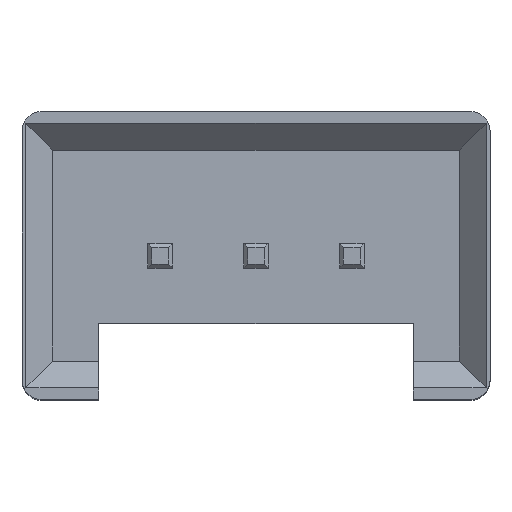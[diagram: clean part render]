
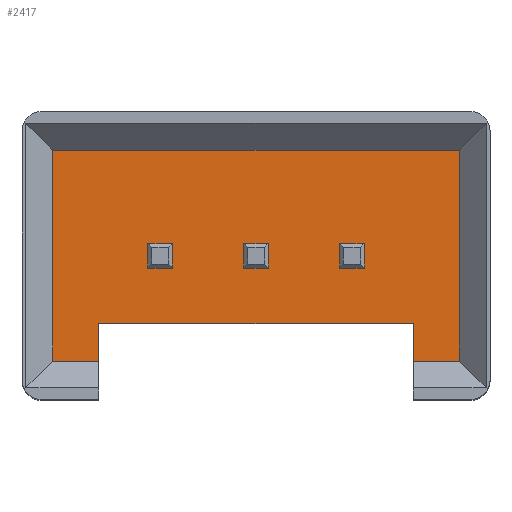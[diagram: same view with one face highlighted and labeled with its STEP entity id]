
A CAD part, top view. The second image highlights one B-rep face of the part: STEP entity #2417.
In plain terms, the highlighted planar face has unit normal (0, 0, 1).
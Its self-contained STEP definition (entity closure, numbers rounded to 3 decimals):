
#186 = PLANE('',#187);
#187 = AXIS2_PLACEMENT_3D('',#188,#189,#190);
#188 = CARTESIAN_POINT('',(-1.6,-1.75,14.));
#189 = DIRECTION('',(-1.,0.,0.));
#190 = DIRECTION('',(0.,-1.,0.));
#354 = PLANE('',#355);
#355 = AXIS2_PLACEMENT_3D('',#356,#357,#358);
#356 = CARTESIAN_POINT('',(6.6,-3.75,14.));
#357 = DIRECTION('',(1.,0.,0.));
#358 = DIRECTION('',(0.,1.,0.));
#1123 = VERTEX_POINT('',#1124);
#1124 = CARTESIAN_POINT('',(6.6,-1.75,3.));
#1138 = PLANE('',#1139);
#1139 = AXIS2_PLACEMENT_3D('',#1140,#1141,#1142);
#1140 = CARTESIAN_POINT('',(6.6,-1.75,14.));
#1141 = DIRECTION('',(0.,1.,0.));
#1142 = DIRECTION('',(-1.,0.,0.));
#1150 = EDGE_CURVE('',#1151,#1123,#1153,.T.);
#1151 = VERTEX_POINT('',#1152);
#1152 = CARTESIAN_POINT('',(6.6,-2.75,3.));
#1153 = SURFACE_CURVE('',#1154,(#1158,#1164),.PCURVE_S1.);
#1154 = LINE('',#1155,#1156);
#1155 = CARTESIAN_POINT('',(6.6,-1.875,3.));
#1156 = VECTOR('',#1157,1.);
#1157 = DIRECTION('',(0.,1.,0.));
#1158 = PCURVE('',#354,#1159);
#1159 = DEFINITIONAL_REPRESENTATION('',(#1160),#1163);
#1160 = B_SPLINE_CURVE_WITH_KNOTS('',1,(#1161,#1162),.UNSPECIFIED.,.F.,
.F.,(2,2),(-1.425,0.325),.PIECEWISE_BEZIER_KNOTS.);
#1161 = CARTESIAN_POINT('',(0.45,-11.));
#1162 = CARTESIAN_POINT('',(2.2,-11.));
#1163 = ( GEOMETRIC_REPRESENTATION_CONTEXT(2)
PARAMETRIC_REPRESENTATION_CONTEXT() REPRESENTATION_CONTEXT('2D SPACE',''
) );
#1164 = PCURVE('',#1165,#1170);
#1165 = PLANE('',#1166);
#1166 = AXIS2_PLACEMENT_3D('',#1167,#1168,#1169);
#1167 = CARTESIAN_POINT('',(2.5,0.,3.));
#1168 = DIRECTION('',(0.,0.,1.));
#1169 = DIRECTION('',(1.,0.,0.));
#1170 = DEFINITIONAL_REPRESENTATION('',(#1171),#1174);
#1171 = B_SPLINE_CURVE_WITH_KNOTS('',1,(#1172,#1173),.UNSPECIFIED.,.F.,
.F.,(2,2),(-1.425,0.325),.PIECEWISE_BEZIER_KNOTS.);
#1172 = CARTESIAN_POINT('',(4.1,-3.3));
#1173 = CARTESIAN_POINT('',(4.1,-1.55));
#1174 = ( GEOMETRIC_REPRESENTATION_CONTEXT(2)
PARAMETRIC_REPRESENTATION_CONTEXT() REPRESENTATION_CONTEXT('2D SPACE',''
) );
#1191 = PLANE('',#1192);
#1192 = AXIS2_PLACEMENT_3D('',#1193,#1194,#1195);
#1193 = CARTESIAN_POINT('',(-2.8,-2.75,14.));
#1194 = DIRECTION('',(0.,-1.,0.));
#1195 = DIRECTION('',(1.,0.,0.));
#1312 = PLANE('',#1313);
#1313 = AXIS2_PLACEMENT_3D('',#1314,#1315,#1316);
#1314 = CARTESIAN_POINT('',(7.8,-2.75,14.));
#1315 = DIRECTION('',(1.,0.,0.));
#1316 = DIRECTION('',(0.,1.,0.));
#1366 = PLANE('',#1367);
#1367 = AXIS2_PLACEMENT_3D('',#1368,#1369,#1370);
#1368 = CARTESIAN_POINT('',(7.8,2.75,14.));
#1369 = DIRECTION('',(0.,1.,0.));
#1370 = DIRECTION('',(-1.,0.,0.));
#1420 = PLANE('',#1421);
#1421 = AXIS2_PLACEMENT_3D('',#1422,#1423,#1424);
#1422 = CARTESIAN_POINT('',(-2.8,2.75,14.));
#1423 = DIRECTION('',(-1.,0.,0.));
#1424 = DIRECTION('',(0.,-1.,0.));
#1472 = PLANE('',#1473);
#1473 = AXIS2_PLACEMENT_3D('',#1474,#1475,#1476);
#1474 = CARTESIAN_POINT('',(-2.8,-2.75,14.));
#1475 = DIRECTION('',(0.,-1.,0.));
#1476 = DIRECTION('',(1.,0.,0.));
#1487 = EDGE_CURVE('',#1488,#1490,#1492,.T.);
#1488 = VERTEX_POINT('',#1489);
#1489 = CARTESIAN_POINT('',(-1.6,-1.75,3.));
#1490 = VERTEX_POINT('',#1491);
#1491 = CARTESIAN_POINT('',(-1.6,-2.75,3.));
#1492 = SURFACE_CURVE('',#1493,(#1497,#1503),.PCURVE_S1.);
#1493 = LINE('',#1494,#1495);
#1494 = CARTESIAN_POINT('',(-1.6,-0.875,3.));
#1495 = VECTOR('',#1496,1.);
#1496 = DIRECTION('',(0.,-1.,0.));
#1497 = PCURVE('',#186,#1498);
#1498 = DEFINITIONAL_REPRESENTATION('',(#1499),#1502);
#1499 = B_SPLINE_CURVE_WITH_KNOTS('',1,(#1500,#1501),.UNSPECIFIED.,.F.,
.F.,(2,2),(0.675,2.425),.PIECEWISE_BEZIER_KNOTS.);
#1500 = CARTESIAN_POINT('',(-0.2,-11.));
#1501 = CARTESIAN_POINT('',(1.55,-11.));
#1502 = ( GEOMETRIC_REPRESENTATION_CONTEXT(2)
PARAMETRIC_REPRESENTATION_CONTEXT() REPRESENTATION_CONTEXT('2D SPACE',''
) );
#1503 = PCURVE('',#1165,#1504);
#1504 = DEFINITIONAL_REPRESENTATION('',(#1505),#1508);
#1505 = B_SPLINE_CURVE_WITH_KNOTS('',1,(#1506,#1507),.UNSPECIFIED.,.F.,
.F.,(2,2),(0.675,2.425),.PIECEWISE_BEZIER_KNOTS.);
#1506 = CARTESIAN_POINT('',(-4.1,-1.55));
#1507 = CARTESIAN_POINT('',(-4.1,-3.3));
#1508 = ( GEOMETRIC_REPRESENTATION_CONTEXT(2)
PARAMETRIC_REPRESENTATION_CONTEXT() REPRESENTATION_CONTEXT('2D SPACE',''
) );
#2374 = EDGE_CURVE('',#1151,#2375,#2377,.T.);
#2375 = VERTEX_POINT('',#2376);
#2376 = CARTESIAN_POINT('',(7.8,-2.75,3.));
#2377 = SURFACE_CURVE('',#2378,(#2382,#2389),.PCURVE_S1.);
#2378 = LINE('',#2379,#2380);
#2379 = CARTESIAN_POINT('',(-2.8,-2.75,3.));
#2380 = VECTOR('',#2381,1.);
#2381 = DIRECTION('',(1.,0.,0.));
#2382 = PCURVE('',#1191,#2383);
#2383 = DEFINITIONAL_REPRESENTATION('',(#2384),#2388);
#2384 = LINE('',#2385,#2386);
#2385 = CARTESIAN_POINT('',(0.,-11.));
#2386 = VECTOR('',#2387,1.);
#2387 = DIRECTION('',(1.,0.));
#2388 = ( GEOMETRIC_REPRESENTATION_CONTEXT(2)
PARAMETRIC_REPRESENTATION_CONTEXT() REPRESENTATION_CONTEXT('2D SPACE',''
) );
#2389 = PCURVE('',#1165,#2390);
#2390 = DEFINITIONAL_REPRESENTATION('',(#2391),#2395);
#2391 = LINE('',#2392,#2393);
#2392 = CARTESIAN_POINT('',(-5.3,-2.75));
#2393 = VECTOR('',#2394,1.);
#2394 = DIRECTION('',(1.,0.));
#2395 = ( GEOMETRIC_REPRESENTATION_CONTEXT(2)
PARAMETRIC_REPRESENTATION_CONTEXT() REPRESENTATION_CONTEXT('2D SPACE',''
) );
#2417 = ADVANCED_FACE('',(#2418),#1165,.T.);
#2418 = FACE_BOUND('',#2419,.T.);
#2419 = EDGE_LOOP('',(#2420,#2445,#2466,#2467,#2486,#2487,#2488,#2511));
#2420 = ORIENTED_EDGE('',*,*,#2421,.T.);
#2421 = EDGE_CURVE('',#2422,#2424,#2426,.T.);
#2422 = VERTEX_POINT('',#2423);
#2423 = CARTESIAN_POINT('',(-2.8,2.75,3.));
#2424 = VERTEX_POINT('',#2425);
#2425 = CARTESIAN_POINT('',(-2.8,-2.75,3.));
#2426 = SURFACE_CURVE('',#2427,(#2431,#2438),.PCURVE_S1.);
#2427 = LINE('',#2428,#2429);
#2428 = CARTESIAN_POINT('',(-2.8,2.75,3.));
#2429 = VECTOR('',#2430,1.);
#2430 = DIRECTION('',(0.,-1.,0.));
#2431 = PCURVE('',#1165,#2432);
#2432 = DEFINITIONAL_REPRESENTATION('',(#2433),#2437);
#2433 = LINE('',#2434,#2435);
#2434 = CARTESIAN_POINT('',(-5.3,2.75));
#2435 = VECTOR('',#2436,1.);
#2436 = DIRECTION('',(0.,-1.));
#2437 = ( GEOMETRIC_REPRESENTATION_CONTEXT(2)
PARAMETRIC_REPRESENTATION_CONTEXT() REPRESENTATION_CONTEXT('2D SPACE',''
) );
#2438 = PCURVE('',#1420,#2439);
#2439 = DEFINITIONAL_REPRESENTATION('',(#2440),#2444);
#2440 = LINE('',#2441,#2442);
#2441 = CARTESIAN_POINT('',(0.,-11.));
#2442 = VECTOR('',#2443,1.);
#2443 = DIRECTION('',(1.,0.));
#2444 = ( GEOMETRIC_REPRESENTATION_CONTEXT(2)
PARAMETRIC_REPRESENTATION_CONTEXT() REPRESENTATION_CONTEXT('2D SPACE',''
) );
#2445 = ORIENTED_EDGE('',*,*,#2446,.T.);
#2446 = EDGE_CURVE('',#2424,#1490,#2447,.T.);
#2447 = SURFACE_CURVE('',#2448,(#2452,#2459),.PCURVE_S1.);
#2448 = LINE('',#2449,#2450);
#2449 = CARTESIAN_POINT('',(-2.8,-2.75,3.));
#2450 = VECTOR('',#2451,1.);
#2451 = DIRECTION('',(1.,0.,0.));
#2452 = PCURVE('',#1165,#2453);
#2453 = DEFINITIONAL_REPRESENTATION('',(#2454),#2458);
#2454 = LINE('',#2455,#2456);
#2455 = CARTESIAN_POINT('',(-5.3,-2.75));
#2456 = VECTOR('',#2457,1.);
#2457 = DIRECTION('',(1.,0.));
#2458 = ( GEOMETRIC_REPRESENTATION_CONTEXT(2)
PARAMETRIC_REPRESENTATION_CONTEXT() REPRESENTATION_CONTEXT('2D SPACE',''
) );
#2459 = PCURVE('',#1472,#2460);
#2460 = DEFINITIONAL_REPRESENTATION('',(#2461),#2465);
#2461 = LINE('',#2462,#2463);
#2462 = CARTESIAN_POINT('',(0.,-11.));
#2463 = VECTOR('',#2464,1.);
#2464 = DIRECTION('',(1.,0.));
#2465 = ( GEOMETRIC_REPRESENTATION_CONTEXT(2)
PARAMETRIC_REPRESENTATION_CONTEXT() REPRESENTATION_CONTEXT('2D SPACE',''
) );
#2466 = ORIENTED_EDGE('',*,*,#1487,.F.);
#2467 = ORIENTED_EDGE('',*,*,#2468,.F.);
#2468 = EDGE_CURVE('',#1123,#1488,#2469,.T.);
#2469 = SURFACE_CURVE('',#2470,(#2474,#2480),.PCURVE_S1.);
#2470 = LINE('',#2471,#2472);
#2471 = CARTESIAN_POINT('',(4.55,-1.75,3.));
#2472 = VECTOR('',#2473,1.);
#2473 = DIRECTION('',(-1.,0.,0.));
#2474 = PCURVE('',#1165,#2475);
#2475 = DEFINITIONAL_REPRESENTATION('',(#2476),#2479);
#2476 = B_SPLINE_CURVE_WITH_KNOTS('',1,(#2477,#2478),.UNSPECIFIED.,.F.,
.F.,(2,2),(-2.87,6.97),.PIECEWISE_BEZIER_KNOTS.);
#2477 = CARTESIAN_POINT('',(4.92,-1.75));
#2478 = CARTESIAN_POINT('',(-4.92,-1.75));
#2479 = ( GEOMETRIC_REPRESENTATION_CONTEXT(2)
PARAMETRIC_REPRESENTATION_CONTEXT() REPRESENTATION_CONTEXT('2D SPACE',''
) );
#2480 = PCURVE('',#1138,#2481);
#2481 = DEFINITIONAL_REPRESENTATION('',(#2482),#2485);
#2482 = B_SPLINE_CURVE_WITH_KNOTS('',1,(#2483,#2484),.UNSPECIFIED.,.F.,
.F.,(2,2),(-2.87,6.97),.PIECEWISE_BEZIER_KNOTS.);
#2483 = CARTESIAN_POINT('',(-0.82,-11.));
#2484 = CARTESIAN_POINT('',(9.02,-11.));
#2485 = ( GEOMETRIC_REPRESENTATION_CONTEXT(2)
PARAMETRIC_REPRESENTATION_CONTEXT() REPRESENTATION_CONTEXT('2D SPACE',''
) );
#2486 = ORIENTED_EDGE('',*,*,#1150,.F.);
#2487 = ORIENTED_EDGE('',*,*,#2374,.T.);
#2488 = ORIENTED_EDGE('',*,*,#2489,.T.);
#2489 = EDGE_CURVE('',#2375,#2490,#2492,.T.);
#2490 = VERTEX_POINT('',#2491);
#2491 = CARTESIAN_POINT('',(7.8,2.75,3.));
#2492 = SURFACE_CURVE('',#2493,(#2497,#2504),.PCURVE_S1.);
#2493 = LINE('',#2494,#2495);
#2494 = CARTESIAN_POINT('',(7.8,-2.75,3.));
#2495 = VECTOR('',#2496,1.);
#2496 = DIRECTION('',(0.,1.,0.));
#2497 = PCURVE('',#1165,#2498);
#2498 = DEFINITIONAL_REPRESENTATION('',(#2499),#2503);
#2499 = LINE('',#2500,#2501);
#2500 = CARTESIAN_POINT('',(5.3,-2.75));
#2501 = VECTOR('',#2502,1.);
#2502 = DIRECTION('',(0.,1.));
#2503 = ( GEOMETRIC_REPRESENTATION_CONTEXT(2)
PARAMETRIC_REPRESENTATION_CONTEXT() REPRESENTATION_CONTEXT('2D SPACE',''
) );
#2504 = PCURVE('',#1312,#2505);
#2505 = DEFINITIONAL_REPRESENTATION('',(#2506),#2510);
#2506 = LINE('',#2507,#2508);
#2507 = CARTESIAN_POINT('',(0.,-11.));
#2508 = VECTOR('',#2509,1.);
#2509 = DIRECTION('',(1.,0.));
#2510 = ( GEOMETRIC_REPRESENTATION_CONTEXT(2)
PARAMETRIC_REPRESENTATION_CONTEXT() REPRESENTATION_CONTEXT('2D SPACE',''
) );
#2511 = ORIENTED_EDGE('',*,*,#2512,.T.);
#2512 = EDGE_CURVE('',#2490,#2422,#2513,.T.);
#2513 = SURFACE_CURVE('',#2514,(#2518,#2525),.PCURVE_S1.);
#2514 = LINE('',#2515,#2516);
#2515 = CARTESIAN_POINT('',(7.8,2.75,3.));
#2516 = VECTOR('',#2517,1.);
#2517 = DIRECTION('',(-1.,0.,0.));
#2518 = PCURVE('',#1165,#2519);
#2519 = DEFINITIONAL_REPRESENTATION('',(#2520),#2524);
#2520 = LINE('',#2521,#2522);
#2521 = CARTESIAN_POINT('',(5.3,2.75));
#2522 = VECTOR('',#2523,1.);
#2523 = DIRECTION('',(-1.,0.));
#2524 = ( GEOMETRIC_REPRESENTATION_CONTEXT(2)
PARAMETRIC_REPRESENTATION_CONTEXT() REPRESENTATION_CONTEXT('2D SPACE',''
) );
#2525 = PCURVE('',#1366,#2526);
#2526 = DEFINITIONAL_REPRESENTATION('',(#2527),#2531);
#2527 = LINE('',#2528,#2529);
#2528 = CARTESIAN_POINT('',(0.,-11.));
#2529 = VECTOR('',#2530,1.);
#2530 = DIRECTION('',(1.,0.));
#2531 = ( GEOMETRIC_REPRESENTATION_CONTEXT(2)
PARAMETRIC_REPRESENTATION_CONTEXT() REPRESENTATION_CONTEXT('2D SPACE',''
) );
